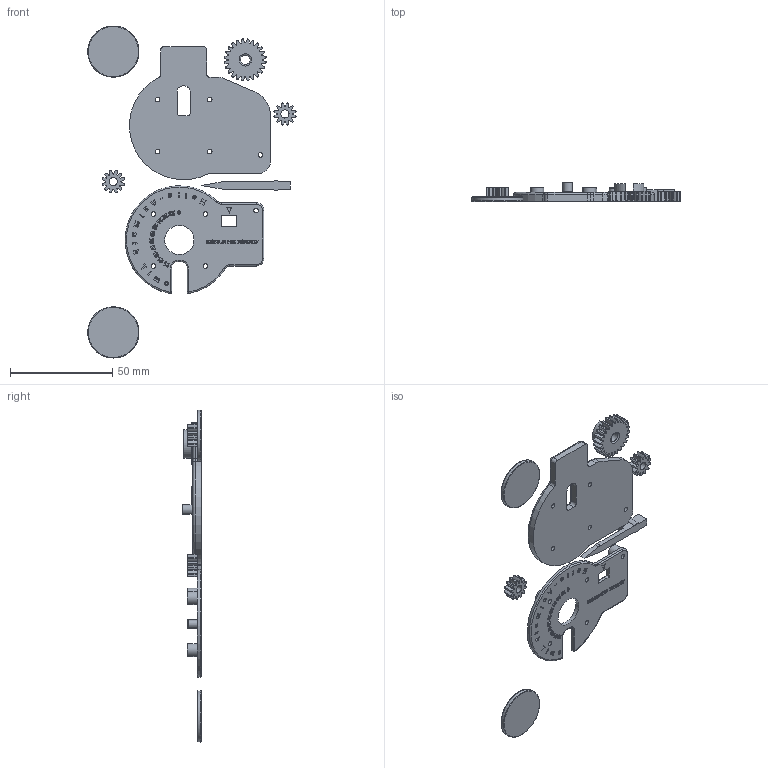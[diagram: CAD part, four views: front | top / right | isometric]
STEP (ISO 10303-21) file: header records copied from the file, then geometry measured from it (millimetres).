
FILE_DESCRIPTION(/* description */ (''),/* implementation_level */ '2;1');
FILE_NAME(/* name */ 'SPW_MoldPositive_Silicone v5.step',/* time_stamp */ '2023-10-10T12:37:13-04:00',/* author */ (''),/* organization */ (''),/* preprocessor_version */ 'ST-DEVELOPER v20',/* originating_system */ 'Autodesk Translation Framework v12.14.0.127',/* authorisation */ '');
FILE_SCHEMA (('AUTOMOTIVE_DESIGN { 1 0 10303 214 3 1 1 }'));
Products named in the file (9): SPW_MoldPositive_Silicone; CammengaAddonPrePress_2662N15_20 Degree Pressure Angle Plastic Gear; CammengaAddonPrePress_2662N14_20 Degree Pressure Angle Plastic Gear; CammengaAddonPrePress_2662N14_20 Degree Pressure Angle Plastic Gear (
2); CammengaAddonPrePress_Top Retainer Plate; CammengaAddonPrePress_FacePlateDesign; CammengaAddonPrePress_HelioVector Pointer; CammengaAddonPrePress_12 Hour Dial 25mm By 2mm; Component2
Assembly tree (8 placements, depth 3):
  SPW_MoldPositive_Silicone
    CammengaAddonPrePress_2662N15_20 Degree Pressure Angle Plastic Gear
    CammengaAddonPrePress_2662N14_20 Degree Pressure Angle Plastic Gear
    CammengaAddonPrePress_2662N14_20 Degree Pressure Angle Plastic Gear (
2)
    CammengaAddonPrePress_Top Retainer Plate
    CammengaAddonPrePress_FacePlateDesign
    CammengaAddonPrePress_HelioVector Pointer
    CammengaAddonPrePress_12 Hour Dial 25mm By 2mm
      Component2
Bounding box: 101.8 x 9.18 x 162.16 mm (x, y, z)
Volume: 23061.6 mm3; surface area: 19729.1 mm2
Topology: 8 solids, 8 shells, 2613 faces, 7174 edges, 4702 vertices
Faces by surface type: plane 1013, bspline 916, cylinder 440, torus 244
Full cylindrical faces by diameter (mm): 2.261 x10, 3.969 x5, 4.762 x2, 6.35 x5, 14.267 x1, 25 x2, 25.128 x1
Entity records: 95188 total; most frequent: CARTESIAN_POINT 34423, ORIENTED_EDGE 14348, DIRECTION 9690, EDGE_CURVE 7174, VERTEX_POINT 4702, LINE 3576, VECTOR 3576, AXIS2_PLACEMENT_3D 3057
